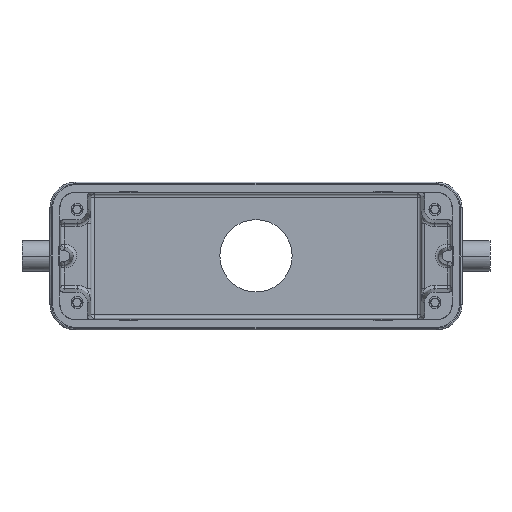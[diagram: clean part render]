
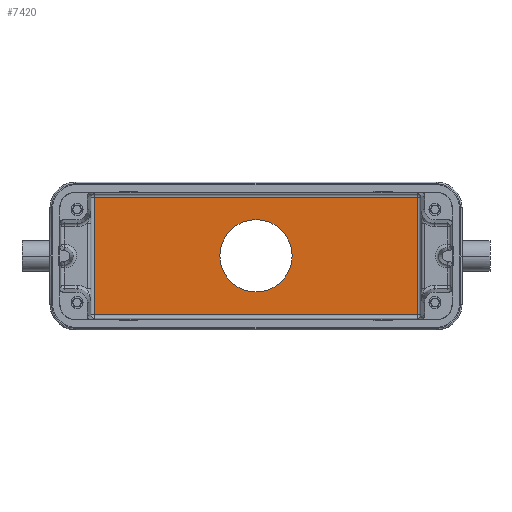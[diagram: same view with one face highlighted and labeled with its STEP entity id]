
A CAD part, front view. The second image highlights one B-rep face of the part: STEP entity #7420.
In plain terms, the highlighted planar face has unit normal (0, -1, 0).
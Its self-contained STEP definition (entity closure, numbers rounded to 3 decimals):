
#580=CARTESIAN_POINT('',(0.,52.,0.049));
#581=DIRECTION('',(0.,-1.,0.));
#582=DIRECTION('',(1.,0.,0.));
#583=AXIS2_PLACEMENT_3D('',#580,#581,#582);
#585=CARTESIAN_POINT('',(0.,52.,0.049));
#586=DIRECTION('',(0.,-1.,0.));
#587=DIRECTION('',(-1.,0.,0.));
#588=AXIS2_PLACEMENT_3D('',#585,#586,#587);
#590=DIRECTION('',(0.,0.,-1.));
#591=VECTOR('',#590,34.27);
#592=CARTESIAN_POINT('',(-47.,52.,17.135));
#593=LINE('',#592,#591);
#3843=DIRECTION('',(1.,0.,0.));
#3844=VECTOR('',#3843,94.);
#3845=CARTESIAN_POINT('',(-47.,52.,-17.135));
#3846=LINE('',#3845,#3844);
#3870=DIRECTION('',(0.,0.,1.));
#3871=VECTOR('',#3870,34.27);
#3872=CARTESIAN_POINT('',(47.,52.,-17.135));
#3873=LINE('',#3872,#3871);
#3893=DIRECTION('',(-1.,0.,0.));
#3894=VECTOR('',#3893,94.);
#3895=CARTESIAN_POINT('',(47.,52.,17.135));
#3896=LINE('',#3895,#3894);
#5458=CARTESIAN_POINT('',(-47.,52.,17.135));
#5459=CARTESIAN_POINT('',(-47.,52.,-17.135));
#5460=VERTEX_POINT('',#5458);
#5461=VERTEX_POINT('',#5459);
#5462=CARTESIAN_POINT('',(47.,52.,17.135));
#5463=VERTEX_POINT('',#5462);
#5464=CARTESIAN_POINT('',(47.,52.,-17.135));
#5465=VERTEX_POINT('',#5464);
#6636=CARTESIAN_POINT('',(10.5,52.,0.049));
#6637=CARTESIAN_POINT('',(-10.5,52.,0.049));
#6638=VERTEX_POINT('',#6636);
#6639=VERTEX_POINT('',#6637);
#7401=CARTESIAN_POINT('',(57.,52.,-18.5));
#7402=DIRECTION('',(0.,1.,0.));
#7403=DIRECTION('',(1.,0.,0.));
#7404=AXIS2_PLACEMENT_3D('',#7401,#7402,#7403);
#7405=PLANE('',#7404);
#7407=ORIENTED_EDGE('',*,*,#7406,.F.);
#7409=ORIENTED_EDGE('',*,*,#7408,.F.);
#7411=ORIENTED_EDGE('',*,*,#7410,.F.);
#7413=ORIENTED_EDGE('',*,*,#7412,.F.);
#7414=EDGE_LOOP('',(#7407,#7409,#7411,#7413));
#7415=FACE_OUTER_BOUND('',#7414,.F.);
#7416=ORIENTED_EDGE('',*,*,#7380,.T.);
#7417=ORIENTED_EDGE('',*,*,#7394,.T.);
#7418=EDGE_LOOP('',(#7416,#7417));
#7419=FACE_BOUND('',#7418,.F.);
#584=CIRCLE('',#583,10.5);
#589=CIRCLE('',#588,10.5);
#7380=EDGE_CURVE('',#6638,#6639,#584,.T.);
#7394=EDGE_CURVE('',#6639,#6638,#589,.T.);
#7406=EDGE_CURVE('',#5460,#5461,#593,.T.);
#7408=EDGE_CURVE('',#5463,#5460,#3896,.T.);
#7410=EDGE_CURVE('',#5465,#5463,#3873,.T.);
#7412=EDGE_CURVE('',#5461,#5465,#3846,.T.);
#7420=ADVANCED_FACE('',(#7415,#7419),#7405,.F.);
